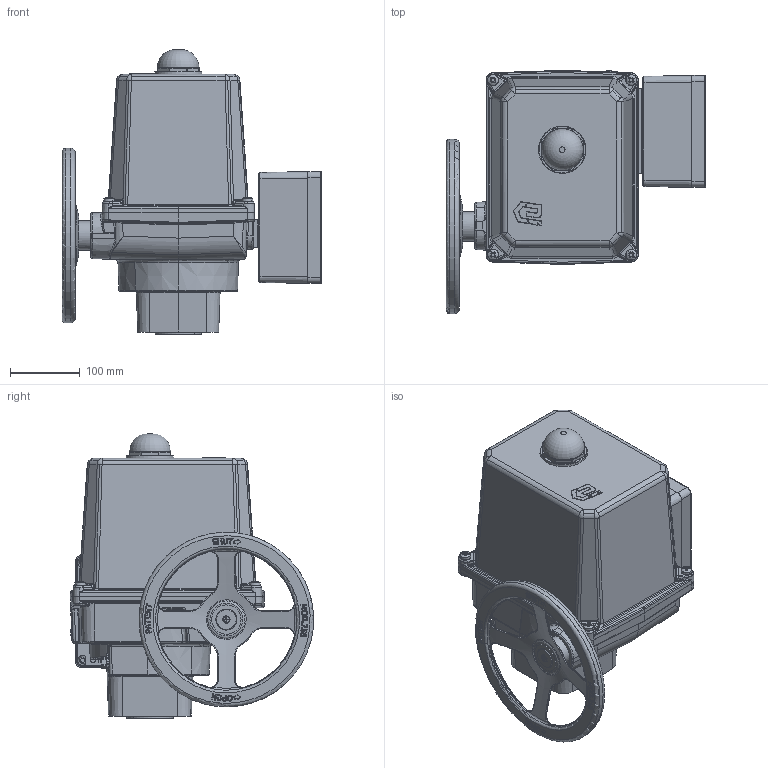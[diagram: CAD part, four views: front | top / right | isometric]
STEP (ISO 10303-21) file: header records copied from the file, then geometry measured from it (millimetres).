
FILE_DESCRIPTION(('HOOPS Exchange Step'),'2;1');
FILE_NAME('AN0301_1003_F10.stp','2025-04-25T13:37:25+02:00',('nieru'),('Unknown organisation'),'HOOPS Exchange 2024.2','HOOPS Exchange','Unknown authorisation');
FILE_SCHEMA( ('AP203_CONFIGURATION_CONTROLLED_3D_DESIGN_OF_MECHANICAL_PARTS_AND_ASSEMBLIES_MIM_LF') );
Length unit declared in the file: millimetre
Products named in the file (6): 0; root
Assembly tree (5 placements, depth 3):
  root
    0
      0
      0
      0
      0
Bounding box: 371.7 x 348.32 x 407.7 mm (x, y, z)
Volume: 16234497.7 mm3; surface area: 933373.9 mm2
Topology: 31 solids, 32 shells, 3353 faces, 8300 edges, 5005 vertices
Faces by surface type: cylinder 1235, plane 653, bspline 631, torus 591, cone 164, sphere 79
Full cylindrical faces by diameter (mm): 3.1 x1, 3.219 x1, 6 x5, 7 x4, 8 x4, 8.376 x4, 10 x4, 10.5 x1, 11 x4, 15.875 x1, 16 x1, 20 x3, 24 x2, 30 x1, 42 x4, 55 x2, 58.632 x1, 59.415 x1, 60.2 x1, 74.53 x1, 230 x1, 246 x1, 250 x1
Entity records: 230048 total; most frequent: CARTESIAN_POINT 156313, ORIENTED_EDGE 16402, DIRECTION 13688, EDGE_CURVE 8201, AXIS2_PLACEMENT_3D 5530, VERTEX_POINT 5005, EDGE_LOOP 3494, FACE_BOUND 3494
